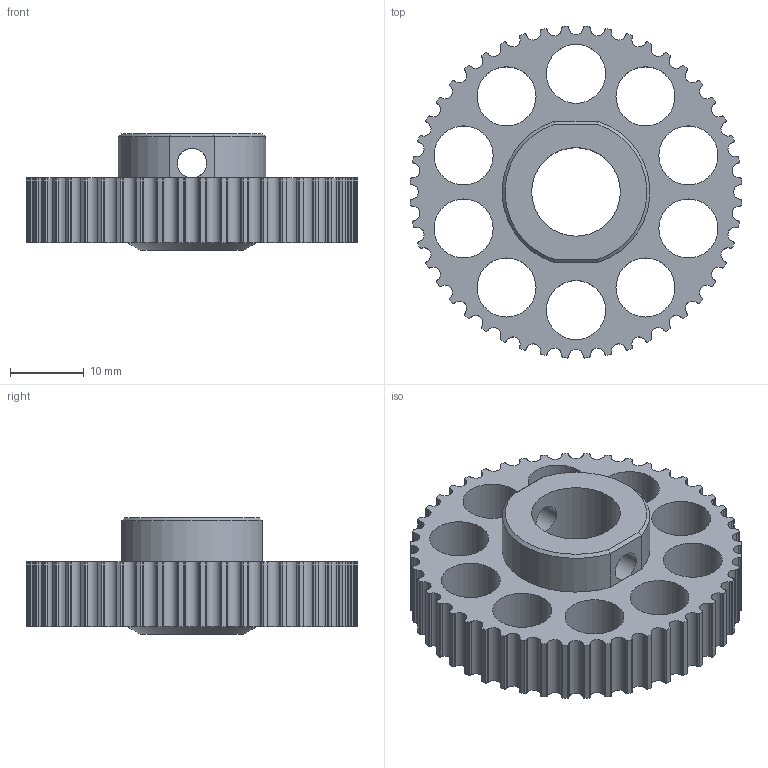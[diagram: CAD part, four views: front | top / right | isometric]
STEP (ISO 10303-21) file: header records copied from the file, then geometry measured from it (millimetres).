
FILE_DESCRIPTION(/* description */ (''),/* implementation_level */ '2;1');
FILE_NAME(/* name */ 'REV 2 SDP_a_6a53m048nf0908 v1.step',/* time_stamp */ '2019-09-15T11:07:51-07:00',/* author */ (''),/* organization */ (''),/* preprocessor_version */ 'ST-DEVELOPER v18',/* originating_system */ 'Autodesk Translation Framework v8.6.0.1094',/* authorisation */ '');
FILE_SCHEMA (('AUTOMOTIVE_DESIGN { 1 0 10303 214 3 1 1 }'));
Length unit declared in the file: millimetre
Products named in the file (1): REV 2 SDP_a_6a53m048nf0908
Bounding box: 44.94 x 44.94 x 15.8 mm (x, y, z)
Volume: 8949.4 mm3; surface area: 6753.7 mm2
Topology: 1 solids, 1 shells, 315 faces, 934 edges, 621 vertices
Faces by surface type: cylinder 304, plane 8, cone 3
Full cylindrical faces by diameter (mm): 4 x2, 8 x10, 12 x1, 14 x1
Entity records: 11068 total; most frequent: DIRECTION 2169, CARTESIAN_POINT 1951, ORIENTED_EDGE 1868, EDGE_CURVE 934, AXIS2_PLACEMENT_3D 927, VERTEX_POINT 621, CIRCLE 611, EDGE_LOOP 341
